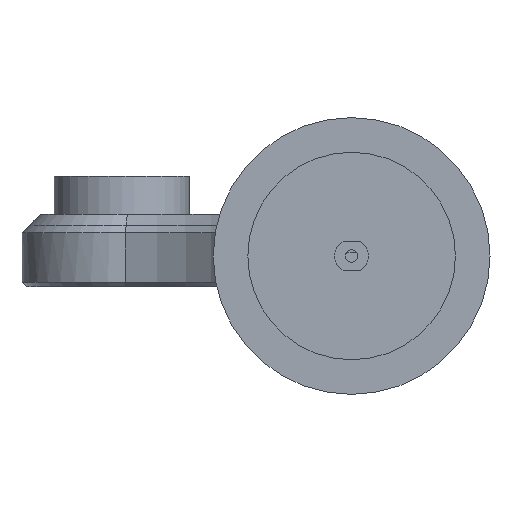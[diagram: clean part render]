
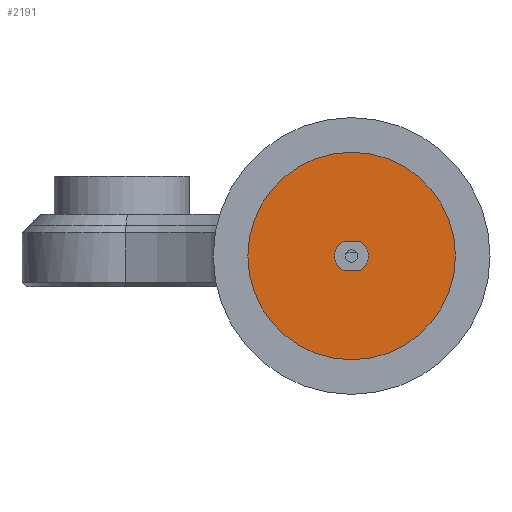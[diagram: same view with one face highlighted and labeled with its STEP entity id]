
A CAD part, front view. The second image highlights one B-rep face of the part: STEP entity #2191.
In plain terms, the highlighted planar face has unit normal (0, -1, 0).
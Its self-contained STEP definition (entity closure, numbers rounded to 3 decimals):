
#6 = ORIENTED_EDGE ( 'NONE', *, *, #2019, .T. ) ;
#35 = CARTESIAN_POINT ( 'NONE',  ( 0., -119.13, -9.5 ) ) ;
#109 = DIRECTION ( 'NONE',  ( 0., 0., -1. ) ) ;
#114 = DIRECTION ( 'NONE',  ( 0., 0., -1. ) ) ;
#167 = FACE_OUTER_BOUND ( 'NONE', #2275, .T. ) ;
#246 = LINE ( 'NONE', #35, #1907 ) ;
#279 = DIRECTION ( 'NONE',  ( 0., -1., 0. ) ) ;
#292 = CARTESIAN_POINT ( 'NONE',  ( 0., -119.13, 0. ) ) ;
#332 = FACE_BOUND ( 'NONE', #2155, .T. ) ;
#390 = EDGE_CURVE ( 'NONE', #1763, #1253, #802, .T. ) ;
#594 = DIRECTION ( 'NONE',  ( 0., -1., 0. ) ) ;
#598 = ORIENTED_EDGE ( 'NONE', *, *, #1395, .F. ) ;
#605 = EDGE_CURVE ( 'NONE', #1763, #1557, #246, .T. ) ;
#620 = ORIENTED_EDGE ( 'NONE', *, *, #2264, .F. ) ;
#647 = CIRCLE ( 'NONE', #952, 11. ) ;
#671 = CARTESIAN_POINT ( 'NONE',  ( 0., -119.13, 0. ) ) ;
#711 = VERTEX_POINT ( 'NONE', #2089 ) ;
#767 = CARTESIAN_POINT ( 'NONE',  ( 0., -119.13, 0. ) ) ;
#780 = CARTESIAN_POINT ( 'NONE',  ( -5.545, -119.13, 9.5 ) ) ;
#802 = CIRCLE ( 'NONE', #1505, 11. ) ;
#873 = VERTEX_POINT ( 'NONE', #2085 ) ;
#901 = ORIENTED_EDGE ( 'NONE', *, *, #390, .F. ) ;
#952 = AXIS2_PLACEMENT_3D ( 'NONE', #292, #1882, #114 ) ;
#1047 = CIRCLE ( 'NONE', #1639, 67.5 ) ;
#1111 = VERTEX_POINT ( 'NONE', #780 ) ;
#1114 = CARTESIAN_POINT ( 'NONE',  ( 0., -119.13, 0. ) ) ;
#1137 = DIRECTION ( 'NONE',  ( 0., 0., -1. ) ) ;
#1164 = AXIS2_PLACEMENT_3D ( 'NONE', #767, #594, #1303 ) ;
#1166 = CARTESIAN_POINT ( 'NONE',  ( 0., -119.13, 0. ) ) ;
#1185 = EDGE_CURVE ( 'NONE', #711, #873, #1047, .T. ) ;
#1240 = DIRECTION ( 'NONE',  ( 0., 0., -1. ) ) ;
#1253 = VERTEX_POINT ( 'NONE', #1865 ) ;
#1274 = CIRCLE ( 'NONE', #1164, 67.5 ) ;
#1303 = DIRECTION ( 'NONE',  ( 0., 0., -1. ) ) ;
#1395 = EDGE_CURVE ( 'NONE', #1111, #1557, #647, .T. ) ;
#1447 = AXIS2_PLACEMENT_3D ( 'NONE', #671, #2295, #1240 ) ;
#1469 = CARTESIAN_POINT ( 'NONE',  ( -5.545, -119.13, -9.5 ) ) ;
#1474 = DIRECTION ( 'NONE',  ( -1., 0., 0. ) ) ;
#1505 = AXIS2_PLACEMENT_3D ( 'NONE', #1166, #279, #109 ) ;
#1557 = VERTEX_POINT ( 'NONE', #1469 ) ;
#1639 = AXIS2_PLACEMENT_3D ( 'NONE', #1114, #2211, #1137 ) ;
#1703 = VECTOR ( 'NONE', #1474, 1000. ) ;
#1763 = VERTEX_POINT ( 'NONE', #2028 ) ;
#1785 = LINE ( 'NONE', #2008, #1703 ) ;
#1865 = CARTESIAN_POINT ( 'NONE',  ( 5.545, -119.13, 9.5 ) ) ;
#1882 = DIRECTION ( 'NONE',  ( 0., -1., 0. ) ) ;
#1906 = ORIENTED_EDGE ( 'NONE', *, *, #605, .T. ) ;
#1907 = VECTOR ( 'NONE', #2025, 1000. ) ;
#1980 = ORIENTED_EDGE ( 'NONE', *, *, #1185, .T. ) ;
#2008 = CARTESIAN_POINT ( 'NONE',  ( 0., -119.13, 9.5 ) ) ;
#2019 = EDGE_CURVE ( 'NONE', #873, #711, #1274, .T. ) ;
#2025 = DIRECTION ( 'NONE',  ( -1., 0., 0. ) ) ;
#2028 = CARTESIAN_POINT ( 'NONE',  ( 5.545, -119.13, -9.5 ) ) ;
#2085 = CARTESIAN_POINT ( 'NONE',  ( 0., -119.13, 67.5 ) ) ;
#2089 = CARTESIAN_POINT ( 'NONE',  ( 0., -119.13, -67.5 ) ) ;
#2105 = PLANE ( 'NONE',  #1447 ) ;
#2155 = EDGE_LOOP ( 'NONE', ( #620, #901, #1906, #598 ) ) ;
#2191 = ADVANCED_FACE ( 'NONE', ( #332, #167 ), #2105, .T. ) ;
#2211 = DIRECTION ( 'NONE',  ( 0., -1., 0. ) ) ;
#2264 = EDGE_CURVE ( 'NONE', #1253, #1111, #1785, .T. ) ;
#2275 = EDGE_LOOP ( 'NONE', ( #6, #1980 ) ) ;
#2295 = DIRECTION ( 'NONE',  ( 0., -1., 0. ) ) ;
